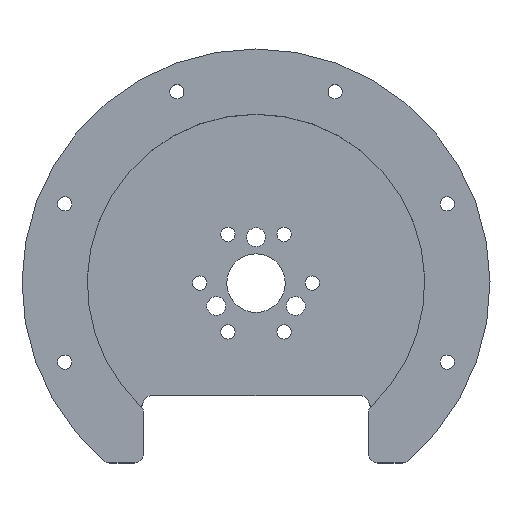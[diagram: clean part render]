
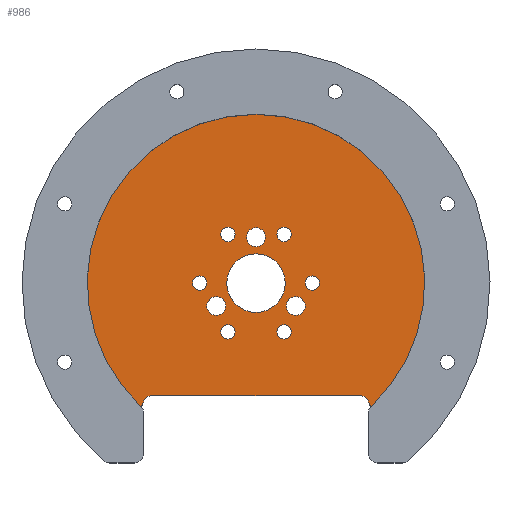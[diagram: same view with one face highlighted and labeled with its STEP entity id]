
A CAD part, top view. The second image highlights one B-rep face of the part: STEP entity #986.
In plain terms, the highlighted planar face has unit normal (0, 0, 1).
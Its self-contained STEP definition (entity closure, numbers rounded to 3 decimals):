
#31=FACE_BOUND('',#145,.T.);
#32=FACE_BOUND('',#146,.T.);
#33=FACE_BOUND('',#147,.T.);
#34=FACE_BOUND('',#148,.T.);
#35=FACE_BOUND('',#149,.T.);
#36=FACE_BOUND('',#150,.T.);
#37=FACE_BOUND('',#151,.T.);
#38=FACE_BOUND('',#152,.T.);
#39=FACE_BOUND('',#153,.T.);
#40=FACE_BOUND('',#154,.T.);
#54=PLANE('',#1107);
#78=FACE_OUTER_BOUND('',#144,.T.);
#144=EDGE_LOOP('',(#755,#756,#757,#758,#759,#760,#761,#762));
#145=EDGE_LOOP('',(#763));
#146=EDGE_LOOP('',(#764));
#147=EDGE_LOOP('',(#765));
#148=EDGE_LOOP('',(#766));
#149=EDGE_LOOP('',(#767));
#150=EDGE_LOOP('',(#768));
#151=EDGE_LOOP('',(#769));
#152=EDGE_LOOP('',(#770));
#153=EDGE_LOOP('',(#771));
#154=EDGE_LOOP('',(#772));
#218=LINE('',#1629,#286);
#286=VECTOR('',#1303,10.);
#370=CIRCLE('',#1094,2.);
#372=CIRCLE('',#1100,2.);
#373=CIRCLE('',#1102,2.);
#376=CIRCLE('',#1106,2.);
#377=CIRCLE('',#1108,2.);
#378=CIRCLE('',#1109,2.);
#379=CIRCLE('',#1110,37.5);
#380=CIRCLE('',#1111,1.6);
#381=CIRCLE('',#1112,1.6);
#382=CIRCLE('',#1113,1.6);
#383=CIRCLE('',#1114,1.6);
#384=CIRCLE('',#1115,1.6);
#385=CIRCLE('',#1116,1.6);
#386=CIRCLE('',#1117,2.1);
#387=CIRCLE('',#1118,2.1);
#388=CIRCLE('',#1119,2.1);
#389=CIRCLE('',#1120,6.5);
#461=VERTEX_POINT('',#1622);
#462=VERTEX_POINT('',#1624);
#463=VERTEX_POINT('',#1628);
#467=VERTEX_POINT('',#1642);
#468=VERTEX_POINT('',#1646);
#471=VERTEX_POINT('',#1654);
#472=VERTEX_POINT('',#1659);
#473=VERTEX_POINT('',#1661);
#474=VERTEX_POINT('',#1664);
#475=VERTEX_POINT('',#1666);
#476=VERTEX_POINT('',#1668);
#477=VERTEX_POINT('',#1670);
#478=VERTEX_POINT('',#1672);
#479=VERTEX_POINT('',#1674);
#480=VERTEX_POINT('',#1676);
#481=VERTEX_POINT('',#1678);
#482=VERTEX_POINT('',#1680);
#483=VERTEX_POINT('',#1682);
#566=EDGE_CURVE('',#462,#461,#370,.F.);
#568=EDGE_CURVE('',#463,#462,#218,.T.);
#575=EDGE_CURVE('',#467,#463,#372,.F.);
#577=EDGE_CURVE('',#467,#468,#373,.T.);
#581=EDGE_CURVE('',#471,#468,#376,.T.);
#584=EDGE_CURVE('',#472,#461,#377,.T.);
#585=EDGE_CURVE('',#473,#472,#378,.F.);
#586=EDGE_CURVE('',#471,#473,#379,.T.);
#587=EDGE_CURVE('',#474,#474,#380,.T.);
#588=EDGE_CURVE('',#475,#475,#381,.T.);
#589=EDGE_CURVE('',#476,#476,#382,.T.);
#590=EDGE_CURVE('',#477,#477,#383,.T.);
#591=EDGE_CURVE('',#478,#478,#384,.T.);
#592=EDGE_CURVE('',#479,#479,#385,.T.);
#593=EDGE_CURVE('',#480,#480,#386,.T.);
#594=EDGE_CURVE('',#481,#481,#387,.T.);
#595=EDGE_CURVE('',#482,#482,#388,.T.);
#596=EDGE_CURVE('',#483,#483,#389,.T.);
#755=ORIENTED_EDGE('',*,*,#568,.T.);
#756=ORIENTED_EDGE('',*,*,#566,.T.);
#757=ORIENTED_EDGE('',*,*,#584,.F.);
#758=ORIENTED_EDGE('',*,*,#585,.F.);
#759=ORIENTED_EDGE('',*,*,#586,.F.);
#760=ORIENTED_EDGE('',*,*,#581,.T.);
#761=ORIENTED_EDGE('',*,*,#577,.F.);
#762=ORIENTED_EDGE('',*,*,#575,.T.);
#763=ORIENTED_EDGE('',*,*,#587,.F.);
#764=ORIENTED_EDGE('',*,*,#588,.F.);
#765=ORIENTED_EDGE('',*,*,#589,.F.);
#766=ORIENTED_EDGE('',*,*,#590,.F.);
#767=ORIENTED_EDGE('',*,*,#591,.F.);
#768=ORIENTED_EDGE('',*,*,#592,.F.);
#769=ORIENTED_EDGE('',*,*,#593,.F.);
#770=ORIENTED_EDGE('',*,*,#594,.F.);
#771=ORIENTED_EDGE('',*,*,#595,.F.);
#772=ORIENTED_EDGE('',*,*,#596,.F.);
#986=ADVANCED_FACE('',(#78,#31,#32,#33,#34,#35,#36,#37,#38,#39,#40),#54,
 .T.);
#1094=AXIS2_PLACEMENT_3D('',#1625,#1298,#1299);
#1100=AXIS2_PLACEMENT_3D('',#1643,#1317,#1318);
#1102=AXIS2_PLACEMENT_3D('',#1647,#1322,#1323);
#1106=AXIS2_PLACEMENT_3D('',#1655,#1331,#1332);
#1107=AXIS2_PLACEMENT_3D('',#1658,#1335,#1336);
#1108=AXIS2_PLACEMENT_3D('',#1660,#1337,#1338);
#1109=AXIS2_PLACEMENT_3D('',#1662,#1339,#1340);
#1110=AXIS2_PLACEMENT_3D('',#1663,#1341,#1342);
#1111=AXIS2_PLACEMENT_3D('',#1665,#1343,#1344);
#1112=AXIS2_PLACEMENT_3D('',#1667,#1345,#1346);
#1113=AXIS2_PLACEMENT_3D('',#1669,#1347,#1348);
#1114=AXIS2_PLACEMENT_3D('',#1671,#1349,#1350);
#1115=AXIS2_PLACEMENT_3D('',#1673,#1351,#1352);
#1116=AXIS2_PLACEMENT_3D('',#1675,#1353,#1354);
#1117=AXIS2_PLACEMENT_3D('',#1677,#1355,#1356);
#1118=AXIS2_PLACEMENT_3D('',#1679,#1357,#1358);
#1119=AXIS2_PLACEMENT_3D('',#1681,#1359,#1360);
#1120=AXIS2_PLACEMENT_3D('',#1683,#1361,#1362);
#1298=DIRECTION('center_axis',(0.,0.,1.));
#1299=DIRECTION('ref_axis',(0.,-1.,0.));
#1303=DIRECTION('',(1.,0.,0.));
#1317=DIRECTION('center_axis',(0.,0.,1.));
#1318=DIRECTION('ref_axis',(0.,-1.,0.));
#1322=DIRECTION('center_axis',(0.,0.,-1.));
#1323=DIRECTION('ref_axis',(0.707,-0.707,0.));
#1331=DIRECTION('center_axis',(0.,0.,-1.));
#1332=DIRECTION('ref_axis',(0.917,0.398,0.));
#1335=DIRECTION('center_axis',(0.,0.,1.));
#1336=DIRECTION('ref_axis',(1.,0.,0.));
#1337=DIRECTION('center_axis',(0.,0.,-1.));
#1338=DIRECTION('ref_axis',(-0.707,-0.707,0.));
#1339=DIRECTION('center_axis',(0.,0.,-1.));
#1340=DIRECTION('ref_axis',(-0.917,0.398,0.));
#1341=DIRECTION('center_axis',(0.,0.,-1.));
#1342=DIRECTION('ref_axis',(1.,0.,0.));
#1343=DIRECTION('center_axis',(0.,0.,1.));
#1344=DIRECTION('ref_axis',(-1.,0.,0.));
#1345=DIRECTION('center_axis',(0.,0.,1.));
#1346=DIRECTION('ref_axis',(-1.,0.,0.));
#1347=DIRECTION('center_axis',(0.,0.,1.));
#1348=DIRECTION('ref_axis',(-1.,0.,0.));
#1349=DIRECTION('center_axis',(0.,0.,1.));
#1350=DIRECTION('ref_axis',(-1.,0.,0.));
#1351=DIRECTION('center_axis',(0.,0.,1.));
#1352=DIRECTION('ref_axis',(-1.,0.,0.));
#1353=DIRECTION('center_axis',(0.,0.,1.));
#1354=DIRECTION('ref_axis',(-1.,0.,0.));
#1355=DIRECTION('center_axis',(0.,0.,1.));
#1356=DIRECTION('ref_axis',(-1.,0.,0.));
#1357=DIRECTION('center_axis',(0.,0.,1.));
#1358=DIRECTION('ref_axis',(-1.,0.,0.));
#1359=DIRECTION('center_axis',(0.,0.,1.));
#1360=DIRECTION('ref_axis',(-1.,0.,0.));
#1361=DIRECTION('center_axis',(0.,0.,1.));
#1362=DIRECTION('ref_axis',(-1.,0.,0.));
#1622=CARTESIAN_POINT('',(25.064,-26.5,3.));
#1624=CARTESIAN_POINT('',(23.127,-25.,3.));
#1625=CARTESIAN_POINT('Origin',(23.127,-27.,3.));
#1628=CARTESIAN_POINT('',(-23.127,-25.,3.));
#1629=CARTESIAN_POINT('',(-12.5,-25.,3.));
#1642=CARTESIAN_POINT('',(-25.064,-26.5,3.));
#1643=CARTESIAN_POINT('Origin',(-23.127,-27.,3.));
#1646=CARTESIAN_POINT('',(-25.587,-27.416,3.));
#1647=CARTESIAN_POINT('Origin',(-27.,-26.,3.));
#1654=CARTESIAN_POINT('',(-25.633,-27.372,3.));
#1655=CARTESIAN_POINT('Origin',(-27.,-28.831,3.));
#1658=CARTESIAN_POINT('Origin',(0.,0.,3.));
#1659=CARTESIAN_POINT('',(25.587,-27.416,3.));
#1660=CARTESIAN_POINT('Origin',(27.,-26.,3.));
#1661=CARTESIAN_POINT('',(25.633,-27.372,3.));
#1662=CARTESIAN_POINT('Origin',(27.,-28.831,3.));
#1663=CARTESIAN_POINT('Origin',(0.,0.,3.));
#1664=CARTESIAN_POINT('',(7.85,10.825,3.));
#1665=CARTESIAN_POINT('Origin',(6.25,10.825,3.));
#1666=CARTESIAN_POINT('',(14.1,0.,3.));
#1667=CARTESIAN_POINT('Origin',(12.5,0.,3.));
#1668=CARTESIAN_POINT('',(7.85,-10.825,3.));
#1669=CARTESIAN_POINT('Origin',(6.25,-10.825,3.));
#1670=CARTESIAN_POINT('',(-4.65,-10.825,3.));
#1671=CARTESIAN_POINT('Origin',(-6.25,-10.825,3.));
#1672=CARTESIAN_POINT('',(-10.9,0.,3.));
#1673=CARTESIAN_POINT('Origin',(-12.5,0.,3.));
#1674=CARTESIAN_POINT('',(-4.65,10.825,3.));
#1675=CARTESIAN_POINT('Origin',(-6.25,10.825,3.));
#1676=CARTESIAN_POINT('',(2.1,10.2,3.));
#1677=CARTESIAN_POINT('Origin',(0.,10.2,3.));
#1678=CARTESIAN_POINT('',(10.933,-5.1,3.));
#1679=CARTESIAN_POINT('Origin',(8.833,-5.1,3.));
#1680=CARTESIAN_POINT('',(-6.733,-5.1,3.));
#1681=CARTESIAN_POINT('Origin',(-8.833,-5.1,3.));
#1682=CARTESIAN_POINT('',(6.5,0.,3.));
#1683=CARTESIAN_POINT('Origin',(0.,0.,3.));
